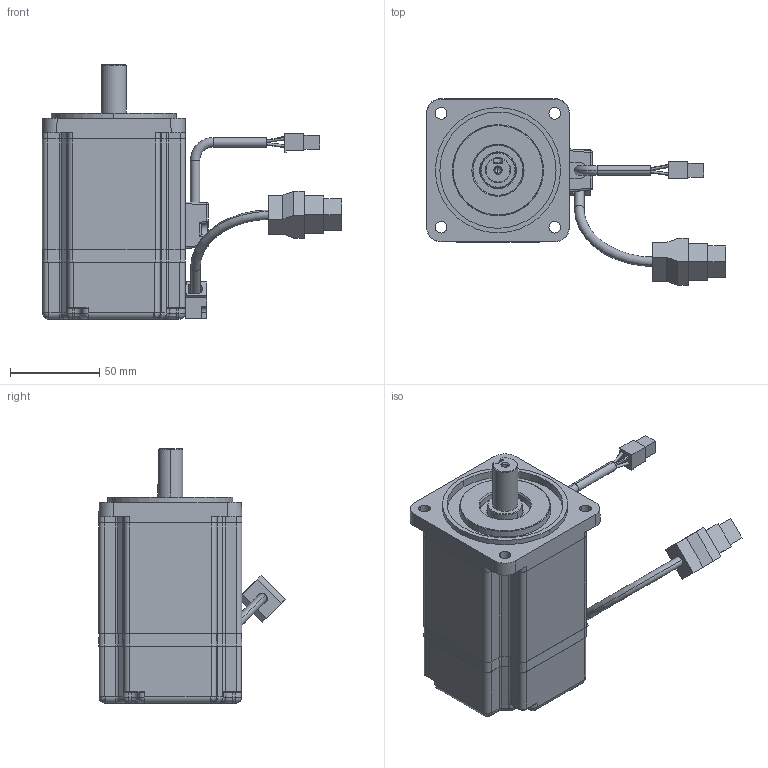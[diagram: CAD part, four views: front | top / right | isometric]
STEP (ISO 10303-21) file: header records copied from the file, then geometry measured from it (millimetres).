
FILE_DESCRIPTION((''),'2;1');
FILE_NAME('ECMA-CX0804E7','2015-03-24T',('MIO.CHEN'),(''),'PRO/ENGINEER BY PARAMETRIC TECHNOLOGY CORPORATION, 2010180','PRO/ENGINEER BY PARAMETRIC TECHNOLOGY CORPORATION, 2010180','');
FILE_SCHEMA(('AUTOMOTIVE_DESIGN_CC2 { 1 2 10303 214 -1 1 5 2 }'));
Length unit declared in the file: millimetre
Products named in the file (1): ECMA-CX0804E7
Bounding box: 167.27 x 104.24 x 142.3 mm (x, y, z)
Volume: 665413.4 mm3; surface area: 61290.5 mm2
Topology: 1 solids, 7 shells, 486 faces, 1253 edges, 796 vertices
Faces by surface type: plane 202, cylinder 200, cone 31, torus 24, sphere 20, bspline 9
Entity records: 15715 total; most frequent: CARTESIAN_POINT 3837, ORIENTED_EDGE 2502, DIRECTION 2429, EDGE_CURVE 1251, AXIS2_PLACEMENT_3D 862, VERTEX_POINT 796, VECTOR 705, LINE 705
